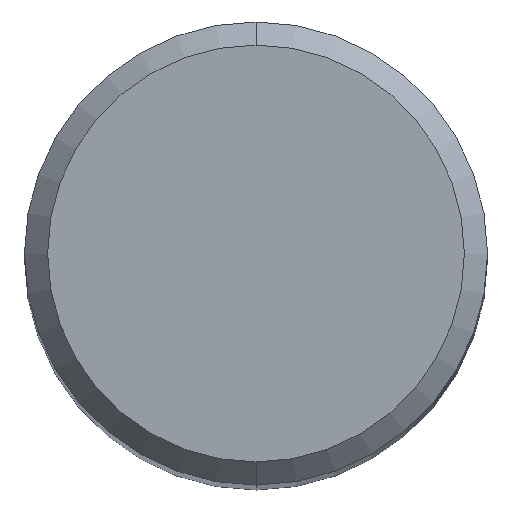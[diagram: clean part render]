
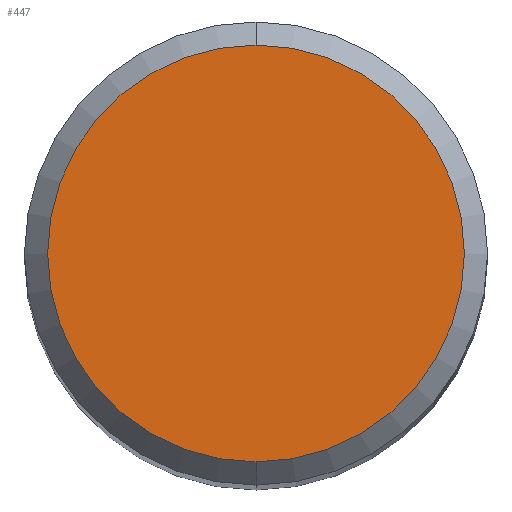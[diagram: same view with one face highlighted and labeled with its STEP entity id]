
A CAD part, top view. The second image highlights one B-rep face of the part: STEP entity #447.
In plain terms, the highlighted planar face has unit normal (0, 0, 1).
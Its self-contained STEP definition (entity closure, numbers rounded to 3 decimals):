
#371=VERTEX_POINT('',#1030);
#447=ADVANCED_FACE('',(#1112),#1113,.T.);
#497=EDGE_CURVE('',#371,#981,#1169,.T.);
#709=EDGE_CURVE('',#981,#371,#1405,.T.);
#981=VERTEX_POINT('',#1700);
#1030=CARTESIAN_POINT('',(0.0,3.6,0.));
#1112=FACE_OUTER_BOUND('',#2317,.T.);
#1113=PLANE('',#2318);
#1169=CIRCLE('',#3862,3.6);
#1405=CIRCLE('',#7369,3.6);
#1700=CARTESIAN_POINT('',(0.,-3.6,0.));
#2317=EDGE_LOOP('',(#10113,#10114));
#2318=AXIS2_PLACEMENT_3D('',#10115,#10116,#10117);
#3862=AXIS2_PLACEMENT_3D('',#10182,#10183,#10184);
#7369=AXIS2_PLACEMENT_3D('',#10465,#10466,#10467);
#10113=ORIENTED_EDGE('',*,*,#497,.F.);
#10114=ORIENTED_EDGE('',*,*,#709,.F.);
#10115=CARTESIAN_POINT('',(0.0,1.8,0.));
#10116=DIRECTION('',(-0.0,0.0,1.0));
#10117=DIRECTION('',(0.0,-1.0,0.0));
#10182=CARTESIAN_POINT('',(0.0,0.0,0.));
#10183=DIRECTION('',(0.0,0.0,-1.0));
#10184=DIRECTION('',(0.0,1.0,0.0));
#10465=CARTESIAN_POINT('',(0.0,0.0,0.));
#10466=DIRECTION('',(0.0,0.0,-1.0));
#10467=DIRECTION('',(0.0,1.0,0.0));
